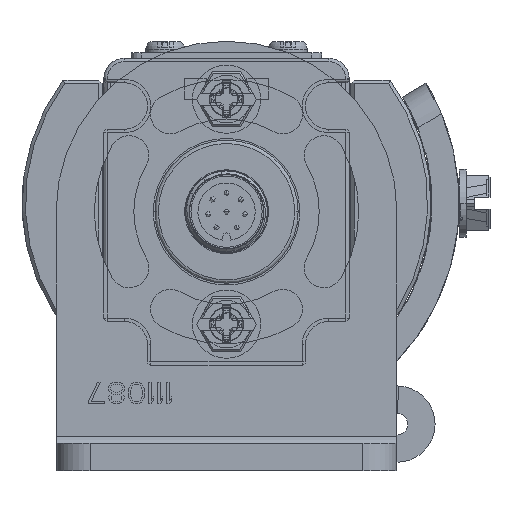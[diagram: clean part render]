
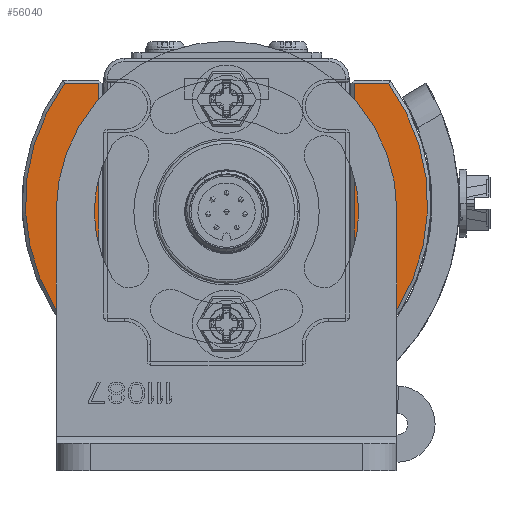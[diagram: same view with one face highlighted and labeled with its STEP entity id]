
A CAD part, front view. The second image highlights one B-rep face of the part: STEP entity #56040.
In plain terms, the highlighted face is planar.
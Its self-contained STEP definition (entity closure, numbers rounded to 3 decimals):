
#55025=DIRECTION('',(1.,0.,0.));
#55026=VECTOR('',#55025,37.);
#55027=CARTESIAN_POINT('',(-19.5,-18.75,-10.));
#55028=LINE('',#55027,#55026);
#55045=DIRECTION('',(0.,-1.,0.));
#55046=VECTOR('',#55045,4.999);
#55047=CARTESIAN_POINT('',(17.5,-18.75,-10.));
#55048=LINE('',#55047,#55046);
#55063=CARTESIAN_POINT('',(0.,0.,-10.));
#55064=DIRECTION('',(0.,0.,-1.));
#55065=DIRECTION('',(0.593,-0.805,0.));
#55066=AXIS2_PLACEMENT_3D('',#55063,#55064,#55065);
#55686=CARTESIAN_POINT('',(-19.5,15.25,-10.));
#55687=DIRECTION('',(0.,0.,1.));
#55688=DIRECTION('',(0.,1.,0.));
#55689=AXIS2_PLACEMENT_3D('',#55686,#55687,#55688);
#55691=DIRECTION('',(-1.,0.,0.));
#55692=VECTOR('',#55691,37.);
#55693=CARTESIAN_POINT('',(17.5,18.75,-10.));
#55694=LINE('',#55693,#55692);
#55707=DIRECTION('',(0.,-1.,0.));
#55708=VECTOR('',#55707,4.999);
#55709=CARTESIAN_POINT('',(17.5,23.749,-10.));
#55710=LINE('',#55709,#55708);
#55724=DIRECTION('',(0.,-1.,0.));
#55725=VECTOR('',#55724,30.5);
#55726=CARTESIAN_POINT('',(-23.,15.25,-10.));
#55727=LINE('',#55726,#55725);
#55745=CARTESIAN_POINT('',(-19.5,-15.25,-10.));
#55746=DIRECTION('',(0.,0.,1.));
#55747=DIRECTION('',(-1.,0.,0.));
#55748=AXIS2_PLACEMENT_3D('',#55745,#55746,#55747);
#55845=CARTESIAN_POINT('',(17.5,-23.749,-10.));
#55846=CARTESIAN_POINT('',(17.5,23.749,-10.));
#55847=VERTEX_POINT('',#55845);
#55848=VERTEX_POINT('',#55846);
#55849=CARTESIAN_POINT('',(17.5,18.75,-10.));
#55850=VERTEX_POINT('',#55849);
#55853=CARTESIAN_POINT('',(17.5,-18.75,-10.));
#55854=VERTEX_POINT('',#55853);
#56001=CARTESIAN_POINT('',(-19.5,18.75,-10.));
#56002=VERTEX_POINT('',#56001);
#56007=CARTESIAN_POINT('',(-23.,15.25,-10.));
#56008=VERTEX_POINT('',#56007);
#56009=CARTESIAN_POINT('',(-23.,-15.25,-10.));
#56010=VERTEX_POINT('',#56009);
#56015=CARTESIAN_POINT('',(-19.5,-18.75,-10.));
#56016=VERTEX_POINT('',#56015);
#56017=CARTESIAN_POINT('',(0.,0.,-10.));
#56018=DIRECTION('',(0.,0.,1.));
#56019=DIRECTION('',(1.,0.,0.));
#56020=AXIS2_PLACEMENT_3D('',#56017,#56018,#56019);
#56021=PLANE('',#56020);
#56023=ORIENTED_EDGE('',*,*,#56022,.F.);
#56025=ORIENTED_EDGE('',*,*,#56024,.F.);
#56027=ORIENTED_EDGE('',*,*,#56026,.F.);
#56029=ORIENTED_EDGE('',*,*,#56028,.F.);
#56031=ORIENTED_EDGE('',*,*,#56030,.F.);
#56033=ORIENTED_EDGE('',*,*,#56032,.F.);
#56035=ORIENTED_EDGE('',*,*,#56034,.F.);
#56037=ORIENTED_EDGE('',*,*,#56036,.F.);
#56038=EDGE_LOOP('',(#56023,#56025,#56027,#56029,#56031,#56033,#56035,#56037));
#56039=FACE_OUTER_BOUND('',#56038,.F.);
#56040=ADVANCED_FACE('',(#56039),#56021,.F.);
#55067=CIRCLE('',#55066,29.5);
#55690=CIRCLE('',#55689,3.5);
#55749=CIRCLE('',#55748,3.5);
#56022=EDGE_CURVE('',#56016,#55854,#55028,.T.);
#56024=EDGE_CURVE('',#56010,#56016,#55749,.T.);
#56026=EDGE_CURVE('',#56008,#56010,#55727,.T.);
#56028=EDGE_CURVE('',#56002,#56008,#55690,.T.);
#56030=EDGE_CURVE('',#55850,#56002,#55694,.T.);
#56032=EDGE_CURVE('',#55848,#55850,#55710,.T.);
#56034=EDGE_CURVE('',#55847,#55848,#55067,.T.);
#56036=EDGE_CURVE('',#55854,#55847,#55048,.T.);
